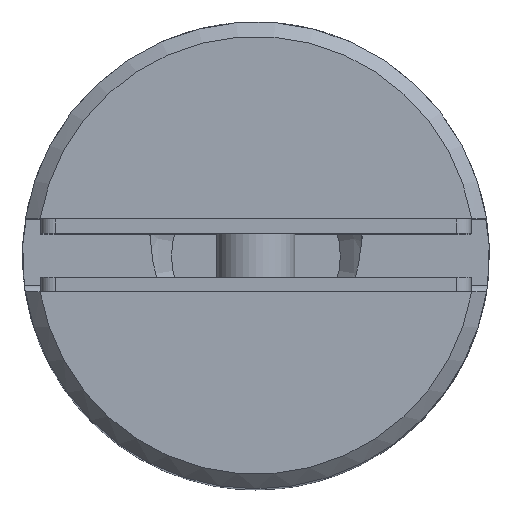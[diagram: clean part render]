
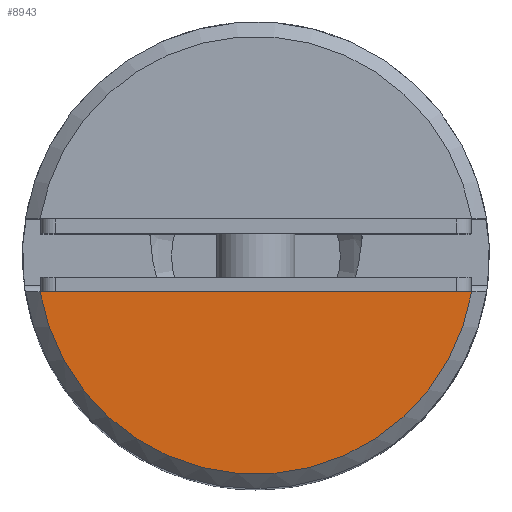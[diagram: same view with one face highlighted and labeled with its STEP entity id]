
A CAD part, top view. The second image highlights one B-rep face of the part: STEP entity #8943.
In plain terms, the highlighted planar face has unit normal (0, 0, 1).
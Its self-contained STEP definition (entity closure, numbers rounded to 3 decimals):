
#2197 = DIRECTION ( 'NONE',  ( -1., 0., 0. ) ) ;
#2593 = CARTESIAN_POINT ( 'NONE',  ( 0., 0., 40. ) ) ;
#4232 = EDGE_CURVE ( 'NONE', #14598, #5360, #9436, .T. ) ;
#5360 = VERTEX_POINT ( 'NONE', #13384 ) ;
#5660 = DIRECTION ( 'NONE',  ( 0., 0., -1. ) ) ;
#5899 = ORIENTED_EDGE ( 'NONE', *, *, #11104, .T. ) ;
#6056 = ORIENTED_EDGE ( 'NONE', *, *, #4232, .T. ) ;
#6740 = DIRECTION ( 'NONE',  ( -1., 0., 0. ) ) ;
#6846 = VECTOR ( 'NONE', #2197, 1000. ) ;
#7011 = CARTESIAN_POINT ( 'NONE',  ( 0., 0., 40. ) ) ;
#7104 = EDGE_LOOP ( 'NONE', ( #5899, #6056 ) ) ;
#8943 = ADVANCED_FACE ( 'NONE', ( #13653 ), #9680, .F. ) ;
#9436 = CIRCLE ( 'NONE', #11970, 15. ) ;
#9680 = PLANE ( 'NONE',  #14431 ) ;
#11104 = EDGE_CURVE ( 'NONE', #5360, #14598, #14061, .T. ) ;
#11959 = CARTESIAN_POINT ( 'NONE',  ( 15.803, -2.5, 40. ) ) ;
#11970 = AXIS2_PLACEMENT_3D ( 'NONE', #2593, #12353, #6740 ) ;
#12353 = DIRECTION ( 'NONE',  ( 0., 0., 1. ) ) ;
#13384 = CARTESIAN_POINT ( 'NONE',  ( 14.79, -2.5, 40. ) ) ;
#13653 = FACE_OUTER_BOUND ( 'NONE', #7104, .T. ) ;
#14061 = LINE ( 'NONE', #11959, #6846 ) ;
#14431 = AXIS2_PLACEMENT_3D ( 'NONE', #7011, #5660, #15157 ) ;
#14598 = VERTEX_POINT ( 'NONE', #15868 ) ;
#15157 = DIRECTION ( 'NONE',  ( -1., 0., 0. ) ) ;
#15868 = CARTESIAN_POINT ( 'NONE',  ( -14.79, -2.5, 40. ) ) ;
